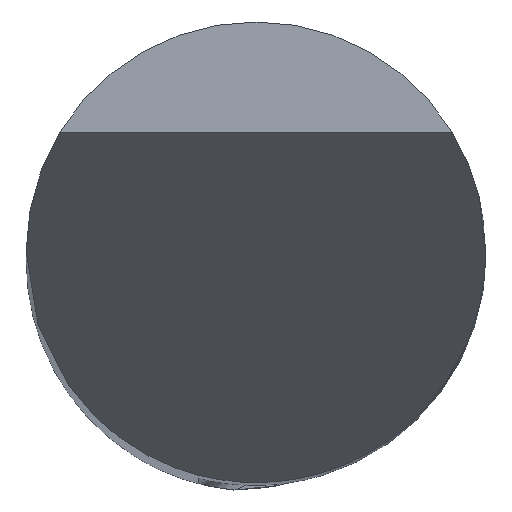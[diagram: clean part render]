
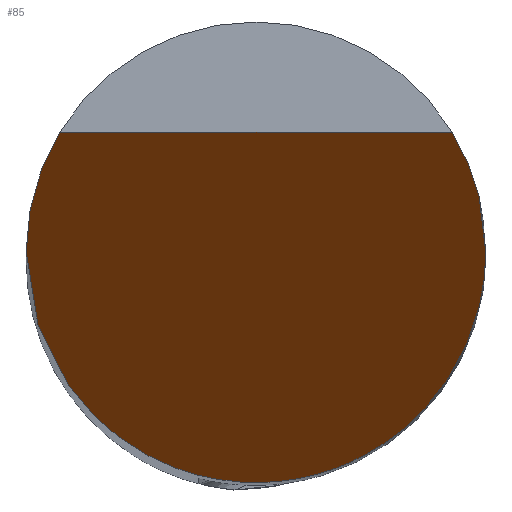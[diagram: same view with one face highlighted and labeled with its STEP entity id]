
A CAD part, top view. The second image highlights one B-rep face of the part: STEP entity #85.
In plain terms, the highlighted planar face has unit normal (0, -0.866, 0.5).
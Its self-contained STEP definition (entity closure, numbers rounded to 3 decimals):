
#64=(
BOUNDED_CURVE()
B_SPLINE_CURVE(3,(#856,#857,#858,#859),.UNSPECIFIED.,.F.,.F.)
B_SPLINE_CURVE_WITH_KNOTS((4,4),(0.,1.),.UNSPECIFIED.)
CURVE()
GEOMETRIC_REPRESENTATION_ITEM()
RATIONAL_B_SPLINE_CURVE((1.,0.975,0.975,1.))
REPRESENTATION_ITEM('')
);
#65=(
BOUNDED_CURVE()
B_SPLINE_CURVE(3,(#861,#862,#863,#864),.UNSPECIFIED.,.F.,.F.)
B_SPLINE_CURVE_WITH_KNOTS((4,4),(0.,1.),.UNSPECIFIED.)
CURVE()
GEOMETRIC_REPRESENTATION_ITEM()
RATIONAL_B_SPLINE_CURVE((1.,0.333,0.333,1.))
REPRESENTATION_ITEM('')
);
#66=(
BOUNDED_CURVE()
B_SPLINE_CURVE(3,(#866,#867,#868,#869),.UNSPECIFIED.,.F.,.F.)
B_SPLINE_CURVE_WITH_KNOTS((4,4),(0.,1.),.UNSPECIFIED.)
CURVE()
GEOMETRIC_REPRESENTATION_ITEM()
RATIONAL_B_SPLINE_CURVE((1.,0.975,0.975,1.))
REPRESENTATION_ITEM('')
);
#85=ADVANCED_FACE('',(#129),#109,.T.);
#109=PLANE('',#560);
#129=FACE_OUTER_BOUND('',#156,.T.);
#156=EDGE_LOOP('',(#213,#214,#215,#216));
#213=ORIENTED_EDGE('',*,*,#377,.T.);
#214=ORIENTED_EDGE('',*,*,#378,.T.);
#215=ORIENTED_EDGE('',*,*,#379,.T.);
#216=ORIENTED_EDGE('',*,*,#380,.T.);
#325=VERTEX_POINT('',#852);
#326=VERTEX_POINT('',#853);
#327=VERTEX_POINT('',#860);
#328=VERTEX_POINT('',#865);
#377=EDGE_CURVE('',#325,#326,#432,.T.);
#378=EDGE_CURVE('',#326,#327,#64,.T.);
#379=EDGE_CURVE('',#327,#328,#65,.T.);
#380=EDGE_CURVE('',#328,#325,#66,.T.);
#432=LINE('',#854,#467);
#467=VECTOR('',#624,1.);
#560=AXIS2_PLACEMENT_3D('',#870,#627,#628);
#624=DIRECTION('',(-1.,0.,0.));
#627=DIRECTION('',(0.,-0.866,0.5));
#628=DIRECTION('',(0.,0.5,0.866));
#852=CARTESIAN_POINT('',(2.136,1.299,2.25));
#853=CARTESIAN_POINT('',(-2.136,1.299,2.25));
#854=CARTESIAN_POINT('',(-82.369,1.299,2.25));
#856=CARTESIAN_POINT('',(-2.136,1.299,2.25));
#857=CARTESIAN_POINT('',(-2.376,0.905,1.568));
#858=CARTESIAN_POINT('',(-2.5,0.461,0.799));
#859=CARTESIAN_POINT('',(-2.5,0.,0.));
#860=CARTESIAN_POINT('',(-2.5,0.,0.));
#861=CARTESIAN_POINT('',(-2.5,0.,0.));
#862=CARTESIAN_POINT('',(-2.5,-5.,-8.66));
#863=CARTESIAN_POINT('',(2.5,-5.,-8.66));
#864=CARTESIAN_POINT('',(2.5,0.,0.));
#865=CARTESIAN_POINT('',(2.5,0.,0.));
#866=CARTESIAN_POINT('',(2.5,0.,0.));
#867=CARTESIAN_POINT('',(2.5,0.461,0.799));
#868=CARTESIAN_POINT('',(2.376,0.905,1.568));
#869=CARTESIAN_POINT('',(2.136,1.299,2.25));
#870=CARTESIAN_POINT('',(-82.369,4.054,7.021));
